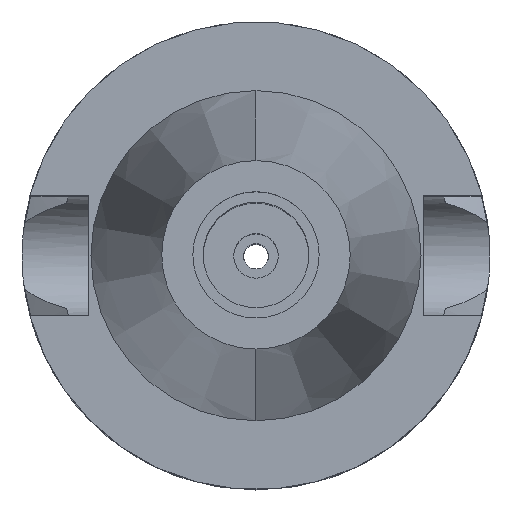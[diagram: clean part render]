
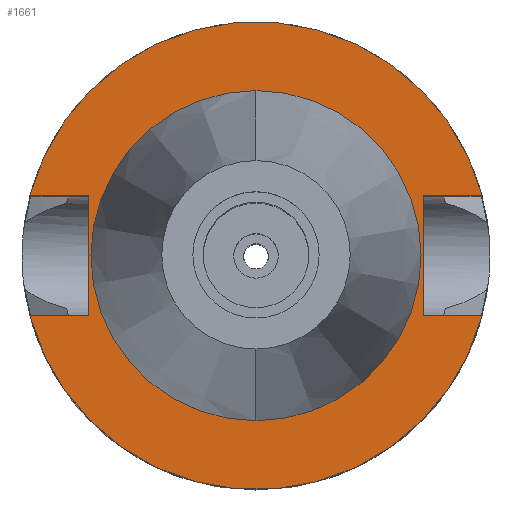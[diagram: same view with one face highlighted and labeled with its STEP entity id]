
A CAD part, top view. The second image highlights one B-rep face of the part: STEP entity #1661.
In plain terms, the highlighted planar face has unit normal (0, 0, 1).
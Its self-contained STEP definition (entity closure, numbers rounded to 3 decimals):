
#43 = CARTESIAN_POINT ( 'NONE',  ( 22.5, -8.05, -1. ) ) ;
#64 = DIRECTION ( 'NONE',  ( 0., 0., 1. ) ) ;
#109 = DIRECTION ( 'NONE',  ( 1., 0., 0. ) ) ;
#117 = CIRCLE ( 'NONE', #2913, 22.225 ) ;
#132 = ORIENTED_EDGE ( 'NONE', *, *, #1728, .F. ) ;
#180 = DIRECTION ( 'NONE',  ( -1., 0., 0. ) ) ;
#225 = VECTOR ( 'NONE', #2425, 1000. ) ;
#237 = DIRECTION ( 'NONE',  ( 0., 0., -1. ) ) ;
#256 = CARTESIAN_POINT ( 'NONE',  ( -30.454, 8.05, -1. ) ) ;
#267 = CARTESIAN_POINT ( 'NONE',  ( -22.5, 8.05, -1. ) ) ;
#404 = VERTEX_POINT ( 'NONE', #256 ) ;
#495 = VERTEX_POINT ( 'NONE', #720 ) ;
#514 = VERTEX_POINT ( 'NONE', #2737 ) ;
#538 = ORIENTED_EDGE ( 'NONE', *, *, #2908, .F. ) ;
#572 = VERTEX_POINT ( 'NONE', #43 ) ;
#586 = ORIENTED_EDGE ( 'NONE', *, *, #2932, .T. ) ;
#610 = EDGE_CURVE ( 'NONE', #681, #1013, #117, .T. ) ;
#665 = EDGE_CURVE ( 'NONE', #1806, #495, #1535, .T. ) ;
#681 = VERTEX_POINT ( 'NONE', #2197 ) ;
#710 = AXIS2_PLACEMENT_3D ( 'NONE', #2321, #2065, #2338 ) ;
#720 = CARTESIAN_POINT ( 'NONE',  ( -30.454, -8.05, -1. ) ) ;
#735 = DIRECTION ( 'NONE',  ( 0., -1., 0. ) ) ;
#791 = CARTESIAN_POINT ( 'NONE',  ( 0., -22.225, -1. ) ) ;
#803 = VECTOR ( 'NONE', #2751, 1000. ) ;
#878 = EDGE_LOOP ( 'NONE', ( #2079, #538 ) ) ;
#894 = CIRCLE ( 'NONE', #1988, 31.5 ) ;
#985 = ORIENTED_EDGE ( 'NONE', *, *, #1131, .F. ) ;
#1009 = CARTESIAN_POINT ( 'NONE',  ( 22.5, -8.05, -1. ) ) ;
#1013 = VERTEX_POINT ( 'NONE', #791 ) ;
#1088 = DIRECTION ( 'NONE',  ( 0., 0., -1. ) ) ;
#1131 = EDGE_CURVE ( 'NONE', #514, #495, #894, .T. ) ;
#1136 = ORIENTED_EDGE ( 'NONE', *, *, #2241, .F. ) ;
#1187 = CIRCLE ( 'NONE', #2884, 22.225 ) ;
#1232 = LINE ( 'NONE', #2631, #1383 ) ;
#1251 = DIRECTION ( 'NONE',  ( 0., -1., 0. ) ) ;
#1254 = LINE ( 'NONE', #1009, #2506 ) ;
#1289 = ORIENTED_EDGE ( 'NONE', *, *, #2554, .F. ) ;
#1330 = EDGE_LOOP ( 'NONE', ( #1943, #985, #1136, #132, #586, #1445, #1289, #2108 ) ) ;
#1383 = VECTOR ( 'NONE', #109, 1000. ) ;
#1400 = CARTESIAN_POINT ( 'NONE',  ( 0., 0., -1. ) ) ;
#1405 = CARTESIAN_POINT ( 'NONE',  ( -22.5, 8.05, -1. ) ) ;
#1422 = CARTESIAN_POINT ( 'NONE',  ( 0., 0., -1. ) ) ;
#1445 = ORIENTED_EDGE ( 'NONE', *, *, #1493, .F. ) ;
#1469 = CARTESIAN_POINT ( 'NONE',  ( 0., 0., -1. ) ) ;
#1477 = DIRECTION ( 'NONE',  ( 0., 0., 1. ) ) ;
#1493 = EDGE_CURVE ( 'NONE', #404, #2564, #2922, .T. ) ;
#1535 = LINE ( 'NONE', #2717, #1791 ) ;
#1603 = FACE_BOUND ( 'NONE', #878, .T. ) ;
#1642 = EDGE_CURVE ( 'NONE', #1806, #2039, #2192, .T. ) ;
#1661 = ADVANCED_FACE ( 'NONE', ( #2816, #1603 ), #2125, .F. ) ;
#1691 = CARTESIAN_POINT ( 'NONE',  ( 22.5, 8.05, -1. ) ) ;
#1699 = AXIS2_PLACEMENT_3D ( 'NONE', #1400, #237, #735 ) ;
#1728 = EDGE_CURVE ( 'NONE', #2820, #572, #2897, .T. ) ;
#1735 = DIRECTION ( 'NONE',  ( 0., -1., 0. ) ) ;
#1791 = VECTOR ( 'NONE', #180, 1000. ) ;
#1806 = VERTEX_POINT ( 'NONE', #1920 ) ;
#1872 = LINE ( 'NONE', #267, #803 ) ;
#1920 = CARTESIAN_POINT ( 'NONE',  ( -22.5, -8.05, -1. ) ) ;
#1943 = ORIENTED_EDGE ( 'NONE', *, *, #665, .T. ) ;
#1988 = AXIS2_PLACEMENT_3D ( 'NONE', #2213, #1088, #2686 ) ;
#2000 = VECTOR ( 'NONE', #1735, 1000. ) ;
#2039 = VERTEX_POINT ( 'NONE', #1405 ) ;
#2065 = DIRECTION ( 'NONE',  ( 0., 0., -1. ) ) ;
#2079 = ORIENTED_EDGE ( 'NONE', *, *, #610, .F. ) ;
#2108 = ORIENTED_EDGE ( 'NONE', *, *, #1642, .F. ) ;
#2125 = PLANE ( 'NONE',  #1699 ) ;
#2192 = LINE ( 'NONE', #2826, #225 ) ;
#2197 = CARTESIAN_POINT ( 'NONE',  ( 0., 22.225, -1. ) ) ;
#2213 = CARTESIAN_POINT ( 'NONE',  ( 0., 0., -1. ) ) ;
#2241 = EDGE_CURVE ( 'NONE', #572, #514, #1254, .T. ) ;
#2321 = CARTESIAN_POINT ( 'NONE',  ( 0., 0., -1. ) ) ;
#2338 = DIRECTION ( 'NONE',  ( 0., 1., 0. ) ) ;
#2367 = DIRECTION ( 'NONE',  ( 0., 1., 0. ) ) ;
#2425 = DIRECTION ( 'NONE',  ( 0., 1., 0. ) ) ;
#2506 = VECTOR ( 'NONE', #2891, 1000. ) ;
#2554 = EDGE_CURVE ( 'NONE', #2039, #404, #1872, .T. ) ;
#2564 = VERTEX_POINT ( 'NONE', #2807 ) ;
#2626 = CARTESIAN_POINT ( 'NONE',  ( 22.5, 8.05, -1. ) ) ;
#2631 = CARTESIAN_POINT ( 'NONE',  ( 22.5, 8.05, -1. ) ) ;
#2686 = DIRECTION ( 'NONE',  ( 0., -1., 0. ) ) ;
#2717 = CARTESIAN_POINT ( 'NONE',  ( -22.5, -8.05, -1. ) ) ;
#2737 = CARTESIAN_POINT ( 'NONE',  ( 30.454, -8.05, -1. ) ) ;
#2751 = DIRECTION ( 'NONE',  ( -1., 0., 0. ) ) ;
#2807 = CARTESIAN_POINT ( 'NONE',  ( 30.454, 8.05, -1. ) ) ;
#2816 = FACE_OUTER_BOUND ( 'NONE', #1330, .T. ) ;
#2820 = VERTEX_POINT ( 'NONE', #1691 ) ;
#2826 = CARTESIAN_POINT ( 'NONE',  ( -22.5, -8.05, -1. ) ) ;
#2884 = AXIS2_PLACEMENT_3D ( 'NONE', #1469, #64, #1251 ) ;
#2891 = DIRECTION ( 'NONE',  ( 1., 0., 0. ) ) ;
#2897 = LINE ( 'NONE', #2626, #2000 ) ;
#2908 = EDGE_CURVE ( 'NONE', #1013, #681, #1187, .T. ) ;
#2913 = AXIS2_PLACEMENT_3D ( 'NONE', #1422, #1477, #2367 ) ;
#2922 = CIRCLE ( 'NONE', #710, 31.5 ) ;
#2932 = EDGE_CURVE ( 'NONE', #2820, #2564, #1232, .T. ) ;
